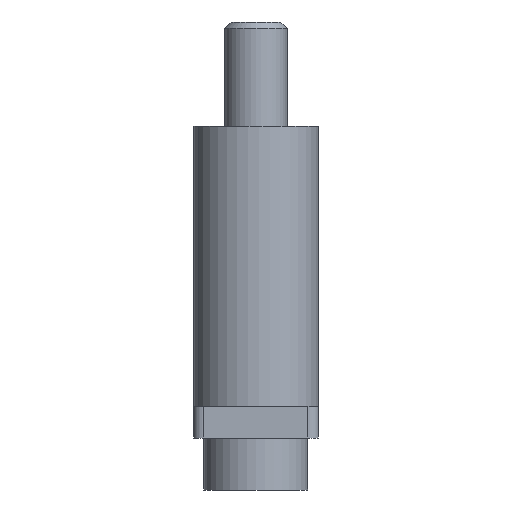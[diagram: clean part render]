
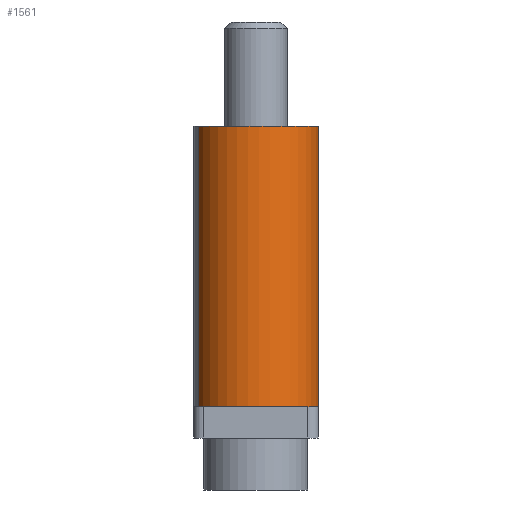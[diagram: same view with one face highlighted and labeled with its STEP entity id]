
A CAD part, left-side view. The second image highlights one B-rep face of the part: STEP entity #1561.
In plain terms, the highlighted cylindrical face has radius 3 mm (diameter 6 mm), a partial arc.
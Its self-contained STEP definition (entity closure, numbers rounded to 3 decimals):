
#827 = CARTESIAN_POINT ( 'NONE',  ( -64.687, 4.134, 3.578 ) ) ;
#1561 = ADVANCED_FACE ( 'NONE', ( #3978 ), #13167, .T. ) ;
#2140 = CIRCLE ( 'NONE', #18464, 3. ) ;
#2310 = ORIENTED_EDGE ( 'NONE', *, *, #17165, .T. ) ;
#2475 = EDGE_CURVE ( 'NONE', #17527, #24512, #4343, .T. ) ;
#2585 = DIRECTION ( 'NONE',  ( 0., 0., -1. ) ) ;
#3076 = DIRECTION ( 'NONE',  ( 0., 0., -1. ) ) ;
#3296 = LINE ( 'NONE', #26097, #20556 ) ;
#3356 = EDGE_CURVE ( 'NONE', #17527, #28801, #10205, .T. ) ;
#3924 = AXIS2_PLACEMENT_3D ( 'NONE', #827, #3076, #12165 ) ;
#3978 = FACE_OUTER_BOUND ( 'NONE', #18621, .T. ) ;
#4343 = CIRCLE ( 'NONE', #15647, 3. ) ;
#6175 = VERTEX_POINT ( 'NONE', #21450 ) ;
#8720 = CARTESIAN_POINT ( 'NONE',  ( -64.687, 4.134, 3.578 ) ) ;
#9933 = ORIENTED_EDGE ( 'NONE', *, *, #15293, .F. ) ;
#10205 = LINE ( 'NONE', #18335, #24309 ) ;
#10254 = CARTESIAN_POINT ( 'NONE',  ( -63.538, 1.363, 3.578 ) ) ;
#10977 = CARTESIAN_POINT ( 'NONE',  ( -63.538, 1.363, 17.078 ) ) ;
#10981 = DIRECTION ( 'NONE',  ( 0.383, -0.924, 0. ) ) ;
#12165 = DIRECTION ( 'NONE',  ( 0.383, -0.924, 0. ) ) ;
#13167 = CYLINDRICAL_SURFACE ( 'NONE', #3924, 3. ) ;
#13497 = CARTESIAN_POINT ( 'NONE',  ( -64.687, 4.134, 17.078 ) ) ;
#14760 = CARTESIAN_POINT ( 'NONE',  ( -65.836, 6.905, 17.078 ) ) ;
#15293 = EDGE_CURVE ( 'NONE', #28801, #6175, #2140, .T. ) ;
#15647 = AXIS2_PLACEMENT_3D ( 'NONE', #13497, #29226, #15739 ) ;
#15739 = DIRECTION ( 'NONE',  ( 0.383, -0.924, 0. ) ) ;
#17134 = DIRECTION ( 'NONE',  ( 0., 0., -1. ) ) ;
#17165 = EDGE_CURVE ( 'NONE', #24512, #6175, #3296, .T. ) ;
#17527 = VERTEX_POINT ( 'NONE', #10977 ) ;
#18335 = CARTESIAN_POINT ( 'NONE',  ( -63.538, 1.363, 3.578 ) ) ;
#18464 = AXIS2_PLACEMENT_3D ( 'NONE', #8720, #24461, #10981 ) ;
#18621 = EDGE_LOOP ( 'NONE', ( #23754, #2310, #9933, #24674 ) ) ;
#20556 = VECTOR ( 'NONE', #17134, 1000. ) ;
#21450 = CARTESIAN_POINT ( 'NONE',  ( -65.836, 6.905, 3.578 ) ) ;
#23754 = ORIENTED_EDGE ( 'NONE', *, *, #2475, .T. ) ;
#24309 = VECTOR ( 'NONE', #2585, 1000. ) ;
#24461 = DIRECTION ( 'NONE',  ( 0., 0., -1. ) ) ;
#24512 = VERTEX_POINT ( 'NONE', #14760 ) ;
#24674 = ORIENTED_EDGE ( 'NONE', *, *, #3356, .F. ) ;
#26097 = CARTESIAN_POINT ( 'NONE',  ( -65.836, 6.905, 3.578 ) ) ;
#28801 = VERTEX_POINT ( 'NONE', #10254 ) ;
#29226 = DIRECTION ( 'NONE',  ( 0., 0., -1. ) ) ;
